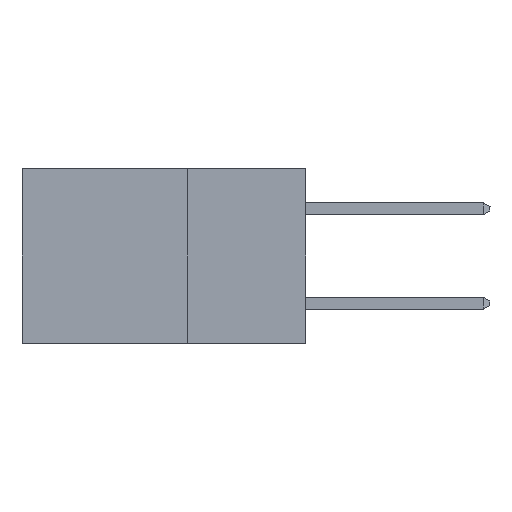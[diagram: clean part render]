
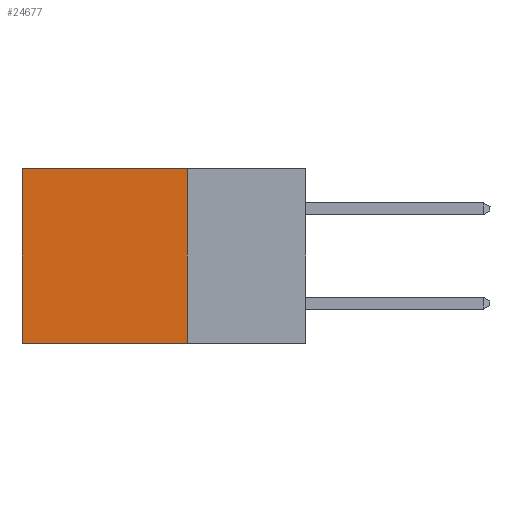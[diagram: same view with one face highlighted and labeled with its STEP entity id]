
A CAD part, left-side view. The second image highlights one B-rep face of the part: STEP entity #24677.
In plain terms, the highlighted planar face has unit normal (-1, 0, 0).
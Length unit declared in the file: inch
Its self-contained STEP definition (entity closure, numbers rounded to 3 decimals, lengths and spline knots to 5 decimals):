
#441 = VECTOR ( 'NONE', #12428, 39.37008 ) ;
#659 = EDGE_CURVE ( 'NONE', #17491, #21427, #19531, .T. ) ;
#902 = LINE ( 'NONE', #4250, #20593 ) ;
#2313 = DIRECTION ( 'NONE',  ( 1., 0., 0. ) ) ;
#2467 = EDGE_CURVE ( 'NONE', #3248, #15820, #9180, .T. ) ;
#2991 = CARTESIAN_POINT ( 'NONE',  ( 0.298, 0.25, 0. ) ) ;
#3170 = CARTESIAN_POINT ( 'NONE',  ( 0.298, 0.6, 0. ) ) ;
#3248 = VERTEX_POINT ( 'NONE', #11377 ) ;
#3697 = AXIS2_PLACEMENT_3D ( 'NONE', #15895, #2313, #17391 ) ;
#4250 = CARTESIAN_POINT ( 'NONE',  ( 0.298, 0.25, 0. ) ) ;
#4966 = CARTESIAN_POINT ( 'NONE',  ( 0.298, 0.6, -0.37 ) ) ;
#6750 = EDGE_CURVE ( 'NONE', #3248, #17491, #902, .T. ) ;
#8952 = ORIENTED_EDGE ( 'NONE', *, *, #659, .F. ) ;
#9180 = LINE ( 'NONE', #2991, #10385 ) ;
#9354 = VECTOR ( 'NONE', #14136, 39.37008 ) ;
#9766 = ORIENTED_EDGE ( 'NONE', *, *, #2467, .T. ) ;
#10264 = ORIENTED_EDGE ( 'NONE', *, *, #13055, .T. ) ;
#10385 = VECTOR ( 'NONE', #10498, 39.37008 ) ;
#10498 = DIRECTION ( 'NONE',  ( 0., 1., 0. ) ) ;
#11377 = CARTESIAN_POINT ( 'NONE',  ( 0.298, 0.25, 0. ) ) ;
#11478 = LINE ( 'NONE', #21782, #441 ) ;
#11674 = DIRECTION ( 'NONE',  ( 0., 0., -1. ) ) ;
#12428 = DIRECTION ( 'NONE',  ( 0., 0., -1. ) ) ;
#13055 = EDGE_CURVE ( 'NONE', #15820, #21427, #11478, .T. ) ;
#13220 = ORIENTED_EDGE ( 'NONE', *, *, #6750, .F. ) ;
#13983 = PLANE ( 'NONE',  #3697 ) ;
#14038 = CARTESIAN_POINT ( 'NONE',  ( 0.298, 0.25, -0.37 ) ) ;
#14136 = DIRECTION ( 'NONE',  ( 0., 1., 0. ) ) ;
#15820 = VERTEX_POINT ( 'NONE', #3170 ) ;
#15895 = CARTESIAN_POINT ( 'NONE',  ( 0.298, 0.25, 0. ) ) ;
#17065 = FACE_OUTER_BOUND ( 'NONE', #24239, .T. ) ;
#17391 = DIRECTION ( 'NONE',  ( 0., 0., -1. ) ) ;
#17491 = VERTEX_POINT ( 'NONE', #22575 ) ;
#19531 = LINE ( 'NONE', #14038, #9354 ) ;
#20593 = VECTOR ( 'NONE', #11674, 39.37008 ) ;
#21427 = VERTEX_POINT ( 'NONE', #4966 ) ;
#21782 = CARTESIAN_POINT ( 'NONE',  ( 0.298, 0.6, 0. ) ) ;
#22575 = CARTESIAN_POINT ( 'NONE',  ( 0.298, 0.25, -0.37 ) ) ;
#24239 = EDGE_LOOP ( 'NONE', ( #10264, #8952, #13220, #9766 ) ) ;
#24677 = ADVANCED_FACE ( 'NONE', ( #17065 ), #13983, .F. ) ;
